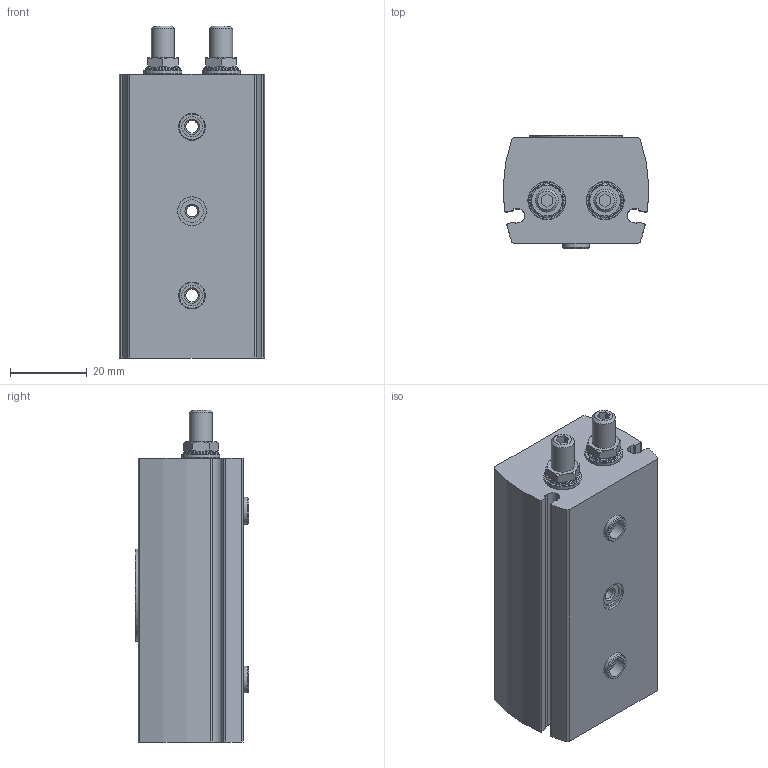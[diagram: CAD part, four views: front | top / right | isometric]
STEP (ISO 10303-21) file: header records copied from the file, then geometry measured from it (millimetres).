
FILE_DESCRIPTION(/* description */ ('STEP AP214'),/* implementation_level */ '2;1');
FILE_NAME(/* name */ '2350968_DRRD-10-180-FH-PA',/* time_stamp */ '2024-08-21T02:18:26+02:00',/* author */ ('License CC BY-ND 4.0'),/* organization */ ('CADENAS'),/* preprocessor_version */ 'ST-DEVELOPER v19.3',/* originating_system */ 'PARTsolutions',/* authorisation */ ' ');
FILE_SCHEMA (('AUTOMOTIVE_DESIGN {1 0 10303 214 3 1 1}'));
Length unit declared in the file: millimetre
Products named in the file (4): 2350968 DRRD-10-180-FH-PA---(0); 574397 DRRD-10---P--_t; 2350977 DRRD-10_w; 186717 ZBH-7
Assembly tree (4 placements, depth 2):
  2350968 DRRD-10-180-FH-PA---(0)
    574397 DRRD-10---P--_t
    2350977 DRRD-10_w
    186717 ZBH-7  x2
Bounding box: 37.97 x 29.65 x 86.6 mm (x, y, z)
Volume: 71069.7 mm3; surface area: 18271 mm2
Topology: 4 solids, 4 shells, 236 faces, 529 edges, 335 vertices
Faces by surface type: plane 101, cone 68, cylinder 67
Full cylindrical faces by diameter (mm): 1.6 x4, 2.459 x6, 3 x1, 3.242 x2, 5 x5, 5.3 x2, 6 x6, 7 x6, 7.5 x1, 9 x2, 9.9 x2, 10 x2, 24 x2
Entity records: 6010 total; most frequent: CARTESIAN_POINT 1109, DIRECTION 1030, ORIENTED_EDGE 828, AXIS2_PLACEMENT_3D 429, EDGE_CURVE 414, FACE_BOUND 366, EDGE_LOOP 356, VERTEX_POINT 316
